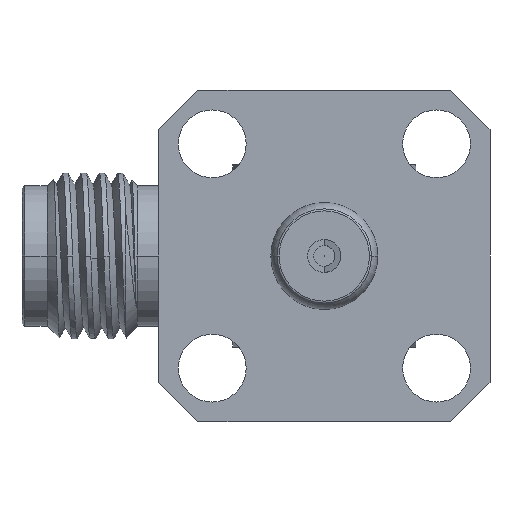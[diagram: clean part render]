
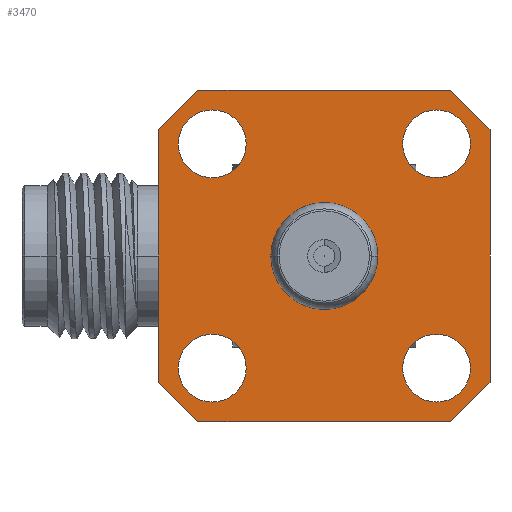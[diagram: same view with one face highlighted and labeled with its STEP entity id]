
A CAD part, front view. The second image highlights one B-rep face of the part: STEP entity #3470.
In plain terms, the highlighted planar face has unit normal (0, -1, 0).
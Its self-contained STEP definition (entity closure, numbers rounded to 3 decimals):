
#1274=DIRECTION('',(0.707,0.,0.707));
#1275=VECTOR('',#1274,2.121);
#1276=CARTESIAN_POINT('',(8.894,-4.506,-6.35));
#1277=LINE('',#1276,#1275);
#1278=DIRECTION('',(0.707,0.,-0.707));
#1279=VECTOR('',#1278,2.121);
#1280=CARTESIAN_POINT('',(-2.306,-4.506,-4.85));
#1281=LINE('',#1280,#1279);
#1282=DIRECTION('',(0.,0.,1.));
#1283=VECTOR('',#1282,9.7);
#1284=CARTESIAN_POINT('',(-2.306,-4.506,-4.85));
#1285=LINE('',#1284,#1283);
#1286=DIRECTION('',(-0.707,0.,-0.707));
#1287=VECTOR('',#1286,2.121);
#1288=CARTESIAN_POINT('',(-0.806,-4.506,6.35));
#1289=LINE('',#1288,#1287);
#1290=DIRECTION('',(-0.707,0.,0.707));
#1291=VECTOR('',#1290,2.121);
#1292=CARTESIAN_POINT('',(10.394,-4.506,4.85));
#1293=LINE('',#1292,#1291);
#1294=CARTESIAN_POINT('',(8.344,-4.506,-4.3));
#1295=DIRECTION('',(0.,1.,0.));
#1296=DIRECTION('',(1.,0.,0.));
#1297=AXIS2_PLACEMENT_3D('',#1294,#1295,#1296);
#1299=CARTESIAN_POINT('',(8.344,-4.506,-4.3));
#1300=DIRECTION('',(0.,1.,0.));
#1301=DIRECTION('',(-1.,0.,0.));
#1302=AXIS2_PLACEMENT_3D('',#1299,#1300,#1301);
#1304=CARTESIAN_POINT('',(-0.256,-4.506,-4.3));
#1305=DIRECTION('',(0.,1.,0.));
#1306=DIRECTION('',(1.,0.,0.));
#1307=AXIS2_PLACEMENT_3D('',#1304,#1305,#1306);
#1309=CARTESIAN_POINT('',(-0.256,-4.506,-4.3));
#1310=DIRECTION('',(0.,1.,0.));
#1311=DIRECTION('',(-1.,0.,0.));
#1312=AXIS2_PLACEMENT_3D('',#1309,#1310,#1311);
#1314=CARTESIAN_POINT('',(-0.256,-4.506,4.3));
#1315=DIRECTION('',(0.,1.,0.));
#1316=DIRECTION('',(1.,0.,0.));
#1317=AXIS2_PLACEMENT_3D('',#1314,#1315,#1316);
#1319=CARTESIAN_POINT('',(-0.256,-4.506,4.3));
#1320=DIRECTION('',(0.,1.,0.));
#1321=DIRECTION('',(-1.,0.,0.));
#1322=AXIS2_PLACEMENT_3D('',#1319,#1320,#1321);
#1324=CARTESIAN_POINT('',(8.344,-4.506,4.3));
#1325=DIRECTION('',(0.,1.,0.));
#1326=DIRECTION('',(1.,0.,0.));
#1327=AXIS2_PLACEMENT_3D('',#1324,#1325,#1326);
#1329=CARTESIAN_POINT('',(8.344,-4.506,4.3));
#1330=DIRECTION('',(0.,1.,0.));
#1331=DIRECTION('',(-1.,0.,0.));
#1332=AXIS2_PLACEMENT_3D('',#1329,#1330,#1331);
#1344=CARTESIAN_POINT('',(4.039,-4.506,0.));
#1345=DIRECTION('',(0.,-1.,0.));
#1346=DIRECTION('',(1.,0.,0.));
#1347=AXIS2_PLACEMENT_3D('',#1344,#1345,#1346);
#1349=CARTESIAN_POINT('',(4.039,-4.506,0.));
#1350=DIRECTION('',(0.,-1.,0.));
#1351=DIRECTION('',(-1.,0.,0.));
#1352=AXIS2_PLACEMENT_3D('',#1349,#1350,#1351);
#1366=DIRECTION('',(1.,0.,0.));
#1367=VECTOR('',#1366,9.7);
#1368=CARTESIAN_POINT('',(-0.806,-4.506,-6.35));
#1369=LINE('',#1368,#1367);
#1386=DIRECTION('',(1.,0.,0.));
#1387=VECTOR('',#1386,9.7);
#1388=CARTESIAN_POINT('',(-0.806,-4.506,6.35));
#1389=LINE('',#1388,#1387);
#1402=DIRECTION('',(0.,0.,1.));
#1403=VECTOR('',#1402,9.7);
#1404=CARTESIAN_POINT('',(10.394,-4.506,-4.85));
#1405=LINE('',#1404,#1403);
#1654=CARTESIAN_POINT('',(8.894,-4.506,-6.35));
#1655=CARTESIAN_POINT('',(10.394,-4.506,-4.85));
#1656=VERTEX_POINT('',#1654);
#1657=VERTEX_POINT('',#1655);
#1666=CARTESIAN_POINT('',(-2.306,-4.506,-4.85));
#1667=VERTEX_POINT('',#1666);
#1668=CARTESIAN_POINT('',(-0.806,-4.506,-6.35));
#1669=VERTEX_POINT('',#1668);
#1674=CARTESIAN_POINT('',(10.394,-4.506,4.85));
#1675=VERTEX_POINT('',#1674);
#1676=CARTESIAN_POINT('',(8.894,-4.506,6.35));
#1677=VERTEX_POINT('',#1676);
#1678=CARTESIAN_POINT('',(-0.806,-4.506,6.35));
#1679=CARTESIAN_POINT('',(-2.306,-4.506,4.85));
#1680=VERTEX_POINT('',#1678);
#1681=VERTEX_POINT('',#1679);
#1686=CARTESIAN_POINT('',(9.644,-4.506,-4.3));
#1687=CARTESIAN_POINT('',(7.044,-4.506,-4.3));
#1688=VERTEX_POINT('',#1686);
#1689=VERTEX_POINT('',#1687);
#1690=CARTESIAN_POINT('',(1.044,-4.506,-4.3));
#1691=CARTESIAN_POINT('',(-1.556,-4.506,-4.3));
#1692=VERTEX_POINT('',#1690);
#1693=VERTEX_POINT('',#1691);
#1694=CARTESIAN_POINT('',(1.044,-4.506,4.3));
#1695=CARTESIAN_POINT('',(-1.556,-4.506,4.3));
#1696=VERTEX_POINT('',#1694);
#1697=VERTEX_POINT('',#1695);
#1698=CARTESIAN_POINT('',(9.644,-4.506,4.3));
#1699=CARTESIAN_POINT('',(7.044,-4.506,4.3));
#1700=VERTEX_POINT('',#1698);
#1701=VERTEX_POINT('',#1699);
#1763=CARTESIAN_POINT('',(6.089,-4.506,0.));
#1764=CARTESIAN_POINT('',(1.99,-4.506,0.));
#1765=VERTEX_POINT('',#1763);
#1766=VERTEX_POINT('',#1764);
#3418=CARTESIAN_POINT('',(-2.306,-4.506,-6.35));
#3419=DIRECTION('',(0.,-1.,0.));
#3420=DIRECTION('',(1.,0.,0.));
#3421=AXIS2_PLACEMENT_3D('',#3418,#3419,#3420);
#3422=PLANE('',#3421);
#3423=ORIENTED_EDGE('',*,*,#3408,.F.);
#3425=ORIENTED_EDGE('',*,*,#3424,.F.);
#3427=ORIENTED_EDGE('',*,*,#3426,.F.);
#3429=ORIENTED_EDGE('',*,*,#3428,.T.);
#3431=ORIENTED_EDGE('',*,*,#3430,.F.);
#3433=ORIENTED_EDGE('',*,*,#3432,.T.);
#3435=ORIENTED_EDGE('',*,*,#3434,.F.);
#3437=ORIENTED_EDGE('',*,*,#3436,.F.);
#3438=EDGE_LOOP('',(#3423,#3425,#3427,#3429,#3431,#3433,#3435,#3437));
#3439=FACE_OUTER_BOUND('',#3438,.F.);
#3441=ORIENTED_EDGE('',*,*,#3440,.F.);
#3443=ORIENTED_EDGE('',*,*,#3442,.F.);
#3444=EDGE_LOOP('',(#3441,#3443));
#3445=FACE_BOUND('',#3444,.F.);
#3447=ORIENTED_EDGE('',*,*,#3446,.F.);
#3449=ORIENTED_EDGE('',*,*,#3448,.F.);
#3450=EDGE_LOOP('',(#3447,#3449));
#3451=FACE_BOUND('',#3450,.F.);
#3453=ORIENTED_EDGE('',*,*,#3452,.F.);
#3455=ORIENTED_EDGE('',*,*,#3454,.F.);
#3456=EDGE_LOOP('',(#3453,#3455));
#3457=FACE_BOUND('',#3456,.F.);
#3459=ORIENTED_EDGE('',*,*,#3458,.F.);
#3461=ORIENTED_EDGE('',*,*,#3460,.F.);
#3462=EDGE_LOOP('',(#3459,#3461));
#3463=FACE_BOUND('',#3462,.F.);
#3465=ORIENTED_EDGE('',*,*,#3464,.T.);
#3467=ORIENTED_EDGE('',*,*,#3466,.T.);
#3468=EDGE_LOOP('',(#3465,#3467));
#3469=FACE_BOUND('',#3468,.F.);
#1298=CIRCLE('',#1297,1.3);
#1303=CIRCLE('',#1302,1.3);
#1308=CIRCLE('',#1307,1.3);
#1313=CIRCLE('',#1312,1.3);
#1318=CIRCLE('',#1317,1.3);
#1323=CIRCLE('',#1322,1.3);
#1328=CIRCLE('',#1327,1.3);
#1333=CIRCLE('',#1332,1.3);
#1348=CIRCLE('',#1347,2.049);
#1353=CIRCLE('',#1352,2.049);
#3408=EDGE_CURVE('',#1656,#1657,#1277,.T.);
#3424=EDGE_CURVE('',#1669,#1656,#1369,.T.);
#3426=EDGE_CURVE('',#1667,#1669,#1281,.T.);
#3428=EDGE_CURVE('',#1667,#1681,#1285,.T.);
#3430=EDGE_CURVE('',#1680,#1681,#1289,.T.);
#3432=EDGE_CURVE('',#1680,#1677,#1389,.T.);
#3434=EDGE_CURVE('',#1675,#1677,#1293,.T.);
#3436=EDGE_CURVE('',#1657,#1675,#1405,.T.);
#3440=EDGE_CURVE('',#1688,#1689,#1298,.T.);
#3442=EDGE_CURVE('',#1689,#1688,#1303,.T.);
#3446=EDGE_CURVE('',#1692,#1693,#1308,.T.);
#3448=EDGE_CURVE('',#1693,#1692,#1313,.T.);
#3452=EDGE_CURVE('',#1696,#1697,#1318,.T.);
#3454=EDGE_CURVE('',#1697,#1696,#1323,.T.);
#3458=EDGE_CURVE('',#1700,#1701,#1328,.T.);
#3460=EDGE_CURVE('',#1701,#1700,#1333,.T.);
#3464=EDGE_CURVE('',#1765,#1766,#1348,.T.);
#3466=EDGE_CURVE('',#1766,#1765,#1353,.T.);
#3470=ADVANCED_FACE('',(#3439,#3445,#3451,#3457,#3463,#3469),#3422,.T.);
